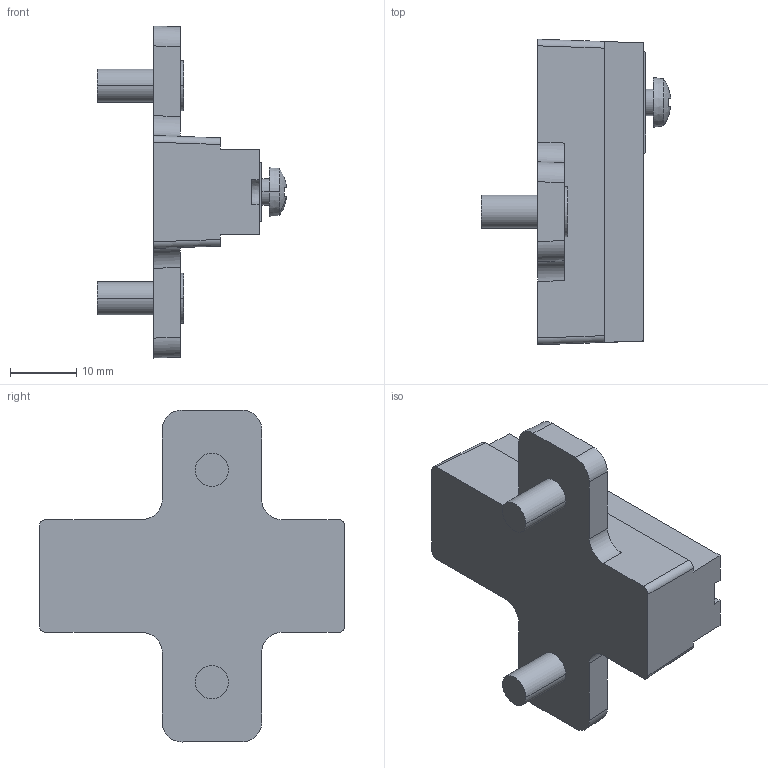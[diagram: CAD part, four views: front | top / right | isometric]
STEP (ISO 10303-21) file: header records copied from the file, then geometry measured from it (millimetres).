
FILE_DESCRIPTION((''),'2;1');
FILE_NAME('244-0232-IMS','2023-01-05T11:45:57',('marino.prodan'),('Audax d.o.o.'),'CREO PARAMETRIC BY PTC INC, 2021304','CREO PARAMETRIC BY PTC INC, 2021304','');
FILE_SCHEMA(('AUTOMOTIVE_DESIGN { 1 0 10303 214 1 1 1 1 }'));
Length unit declared in the file: millimetre
Products named in the file (1): 244-0232-IMS
Bounding box: 28.53 x 46 x 50 mm (x, y, z)
Volume: 13439.4 mm3; surface area: 5131.5 mm2
Topology: 1 solids, 1 shells, 100 faces, 280 edges, 184 vertices
Faces by surface type: plane 55, cylinder 22, cone 21, sphere 2
Entity records: 4847 total; most frequent: CARTESIAN_POINT 1178, ORIENTED_EDGE 546, DIRECTION 474, COLOUR_RGB 317, PRESENTATION_STYLE_ASSIGNMENT 274, STYLED_ITEM 274, CURVE_STYLE 273, EDGE_CURVE 273
